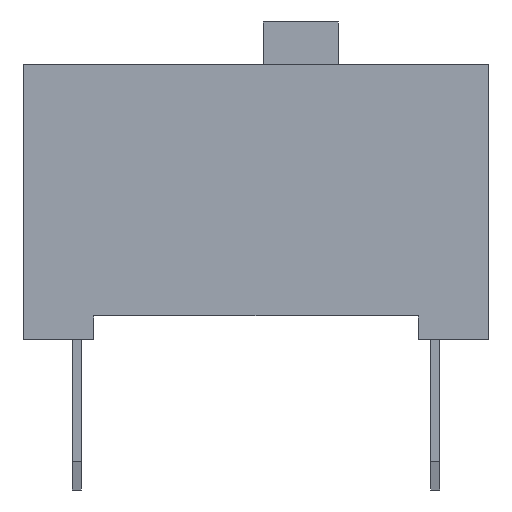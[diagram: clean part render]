
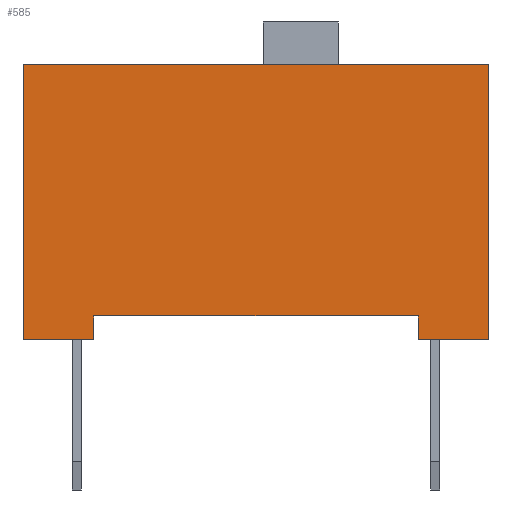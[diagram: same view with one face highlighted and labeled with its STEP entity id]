
A CAD part, front view. The second image highlights one B-rep face of the part: STEP entity #585.
In plain terms, the highlighted planar face has unit normal (0, -1, 0).
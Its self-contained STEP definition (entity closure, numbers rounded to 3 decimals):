
#12=DIRECTION('',(0.,0.,1.));
#27=VECTOR('',#28,1.);
#28=DIRECTION('',(-1.,0.,0.));
#34=VECTOR('',#12,1.);
#69=CARTESIAN_POINT('',(8.76,-20.025,0.));
#81=VERTEX_POINT('',#82);
#82=CARTESIAN_POINT('',(-1.14,-20.025,5.85));
#85=EDGE_CURVE('',#86,#81,#88,.T.);
#86=VERTEX_POINT('',#87);
#87=CARTESIAN_POINT('',(-1.14,-20.025,0.));
#88=LINE('',#87,#34);
#103=DIRECTION('',(1.,0.,0.));
#114=DIRECTION('',(0.,1.,0.));
#120=VECTOR('',#103,1.);
#123=VERTEX_POINT('',#124);
#124=CARTESIAN_POINT('',(7.26,-20.025,0.5));
#127=ORIENTED_EDGE('',*,*,#128,.T.);
#128=EDGE_CURVE('',#123,#129,#131,.T.);
#129=VERTEX_POINT('',#130);
#130=CARTESIAN_POINT('',(0.36,-20.025,0.5));
#131=LINE('',#132,#27);
#132=CARTESIAN_POINT('',(3.06,-20.025,0.5));
#568=VECTOR('',#569,1.);
#569=DIRECTION('',(0.,0.,-1.));
#577=VERTEX_POINT('',#578);
#578=CARTESIAN_POINT('',(0.36,-20.025,0.));
#581=ORIENTED_EDGE('',*,*,#582,.F.);
#582=EDGE_CURVE('',#86,#577,#583,.T.);
#583=LINE('',#87,#120);
#585=ADVANCED_FACE('',(#586),#608,.F.);
#586=FACE_BOUND('',#587,.F.);
#587=EDGE_LOOP('',(#581,#588,#589,#594,#598,#602,#127,#605));
#588=ORIENTED_EDGE('',*,*,#85,.T.);
#589=ORIENTED_EDGE('',*,*,#590,.T.);
#590=EDGE_CURVE('',#81,#591,#593,.T.);
#591=VERTEX_POINT('',#592);
#592=CARTESIAN_POINT('',(8.76,-20.025,5.85));
#593=LINE('',#82,#120);
#594=ORIENTED_EDGE('',*,*,#595,.F.);
#595=EDGE_CURVE('',#596,#591,#597,.T.);
#596=VERTEX_POINT('',#69);
#597=LINE('',#69,#34);
#598=ORIENTED_EDGE('',*,*,#599,.F.);
#599=EDGE_CURVE('',#600,#596,#583,.T.);
#600=VERTEX_POINT('',#601);
#601=CARTESIAN_POINT('',(7.26,-20.025,0.));
#602=ORIENTED_EDGE('',*,*,#603,.T.);
#603=EDGE_CURVE('',#600,#123,#604,.T.);
#604=LINE('',#601,#34);
#605=ORIENTED_EDGE('',*,*,#606,.T.);
#606=EDGE_CURVE('',#129,#577,#607,.T.);
#607=LINE('',#578,#568);
#608=PLANE('',#609);
#609=AXIS2_PLACEMENT_3D('',#87,#114,#103);
